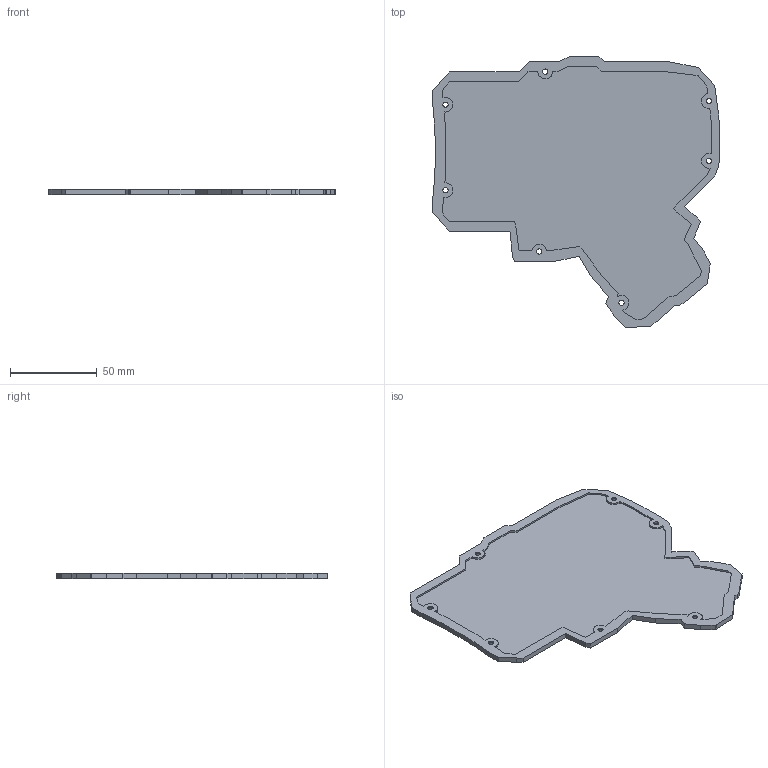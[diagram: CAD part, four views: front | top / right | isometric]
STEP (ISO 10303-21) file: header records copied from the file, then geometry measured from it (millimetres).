
FILE_DESCRIPTION(('Open CASCADE Model'),'2;1');
FILE_NAME('Open CASCADE Shape Model','2022-05-13T04:47:15',('Author'),( 'Open CASCADE'),'Open CASCADE STEP processor 7.4','Open CASCADE 7.4' ,'Unknown');
FILE_SCHEMA(('AUTOMOTIVE_DESIGN { 1 0 10303 214 1 1 1 1 }'));
Length unit declared in the file: millimetre
Products named in the file (1): Open CASCADE STEP translator 7.4 103
Bounding box: 165.07 x 155.99 x 3 mm (x, y, z)
Volume: 40745.4 mm3; surface area: 40187.8 mm2
Topology: 1 solids, 1 shells, 128 faces, 368 edges, 243 vertices
Faces by surface type: plane 107, cylinder 14, cone 7
Full cylindrical faces by diameter (mm): 3 x7
Entity records: 9037 total; most frequent: CARTESIAN_POINT 1644, DIRECTION 1369, LINE 1041, VECTOR 1041, ORIENTED_EDGE 736, PCURVE 736, DEFINITIONAL_REPRESENTATION 736, EDGE_CURVE 368
